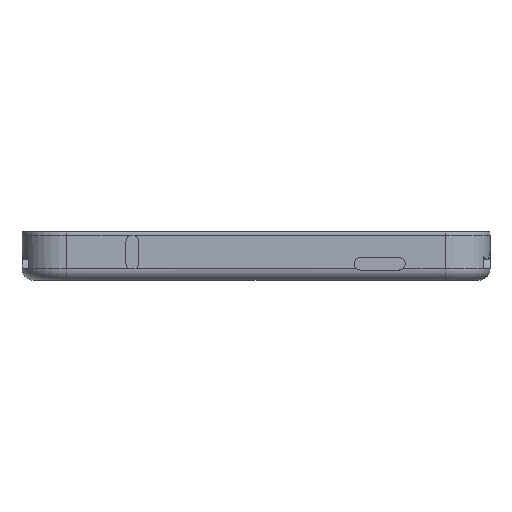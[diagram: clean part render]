
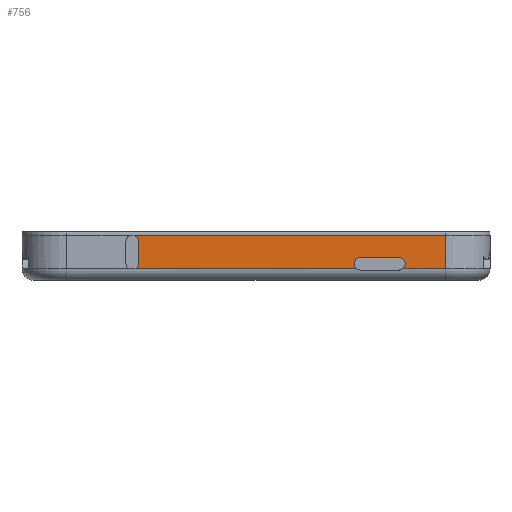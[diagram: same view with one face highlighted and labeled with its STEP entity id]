
A CAD part, left-side view. The second image highlights one B-rep face of the part: STEP entity #756.
In plain terms, the highlighted planar face has unit normal (-1, 0, 0).
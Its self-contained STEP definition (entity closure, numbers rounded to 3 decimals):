
#656=CARTESIAN_POINT('',(56.519,-0.,2.002));
#657=DIRECTION('',(-1.,-0.,0.));
#658=DIRECTION('',(0.,-1.,0.));
#659=AXIS2_PLACEMENT_3D('',#656,#657,#658);
#660=PLANE('',#659);
#661=CARTESIAN_POINT('',(56.519,9.228,0.555));
#662=VERTEX_POINT('',#661);
#663=CARTESIAN_POINT('',(56.519,9.499,1.));
#664=VERTEX_POINT('',#663);
#665=CARTESIAN_POINT('',(56.519,9.728,0.555));
#666=DIRECTION('',(-1.,-0.,0.));
#667=DIRECTION('',(0.,-1.,0.));
#668=AXIS2_PLACEMENT_3D('',#665,#666,#667);
#669=CIRCLE('',#668,0.5);
#670=EDGE_CURVE('',#662,#664,#669,.T.);
#671=ORIENTED_EDGE('',*,*,#670,.F.);
#672=CARTESIAN_POINT('',(56.519,9.228,-1.197));
#673=VERTEX_POINT('',#672);
#674=CARTESIAN_POINT('',(56.519,9.228,-1.197));
#675=DIRECTION('',(0.,-0.,1.));
#676=VECTOR('',#675,1.752);
#677=LINE('',#674,#676);
#678=EDGE_CURVE('',#673,#662,#677,.T.);
#679=ORIENTED_EDGE('',*,*,#678,.F.);
#680=CARTESIAN_POINT('',(56.519,9.433,-1.6));
#681=VERTEX_POINT('',#680);
#682=CARTESIAN_POINT('',(56.519,9.728,-1.197));
#683=DIRECTION('',(-1.,-0.,0.));
#684=DIRECTION('',(0.,-1.,0.));
#685=AXIS2_PLACEMENT_3D('',#682,#683,#684);
#686=CIRCLE('',#685,0.5);
#687=EDGE_CURVE('',#681,#673,#686,.T.);
#688=ORIENTED_EDGE('',*,*,#687,.F.);
#689=CARTESIAN_POINT('',(56.519,-7.928,-1.6));
#690=VERTEX_POINT('',#689);
#691=CARTESIAN_POINT('',(56.519,9.433,-1.6));
#692=DIRECTION('',(0.,-1.,-0.));
#693=VECTOR('',#692,17.361);
#694=LINE('',#691,#693);
#695=EDGE_CURVE('',#681,#690,#694,.T.);
#696=ORIENTED_EDGE('',*,*,#695,.T.);
#697=CARTESIAN_POINT('',(56.519,-8.228,-0.7));
#698=VERTEX_POINT('',#697);
#699=CARTESIAN_POINT('',(56.519,-8.228,-1.2));
#700=DIRECTION('',(-1.,-0.,0.));
#701=DIRECTION('',(0.,-1.,0.));
#702=AXIS2_PLACEMENT_3D('',#699,#700,#701);
#703=CIRCLE('',#702,0.5);
#704=EDGE_CURVE('',#698,#690,#703,.T.);
#705=ORIENTED_EDGE('',*,*,#704,.F.);
#706=CARTESIAN_POINT('',(56.519,-11.228,-0.7));
#707=VERTEX_POINT('',#706);
#708=CARTESIAN_POINT('',(56.519,-8.228,-0.7));
#709=DIRECTION('',(0.,-1.,0.));
#710=VECTOR('',#709,3.);
#711=LINE('',#708,#710);
#712=EDGE_CURVE('',#698,#707,#711,.T.);
#713=ORIENTED_EDGE('',*,*,#712,.T.);
#714=CARTESIAN_POINT('',(56.519,-11.728,-1.2));
#715=VERTEX_POINT('',#714);
#716=CARTESIAN_POINT('',(56.519,-11.228,-1.2));
#717=DIRECTION('',(-1.,-0.,0.));
#718=DIRECTION('',(0.,-1.,0.));
#719=AXIS2_PLACEMENT_3D('',#716,#717,#718);
#720=CIRCLE('',#719,0.5);
#721=EDGE_CURVE('',#715,#707,#720,.T.);
#722=ORIENTED_EDGE('',*,*,#721,.F.);
#723=CARTESIAN_POINT('',(56.519,-11.528,-1.6));
#724=VERTEX_POINT('',#723);
#725=CARTESIAN_POINT('',(56.519,-11.228,-1.2));
#726=DIRECTION('',(-1.,-0.,0.));
#727=DIRECTION('',(0.,-1.,0.));
#728=AXIS2_PLACEMENT_3D('',#725,#726,#727);
#729=CIRCLE('',#728,0.5);
#730=EDGE_CURVE('',#724,#715,#729,.T.);
#731=ORIENTED_EDGE('',*,*,#730,.F.);
#732=CARTESIAN_POINT('',(56.519,-14.9,-1.6));
#733=VERTEX_POINT('',#732);
#734=CARTESIAN_POINT('',(56.519,-11.528,-1.6));
#735=DIRECTION('',(0.,-1.,-0.));
#736=VECTOR('',#735,3.372);
#737=LINE('',#734,#736);
#738=EDGE_CURVE('',#724,#733,#737,.T.);
#739=ORIENTED_EDGE('',*,*,#738,.T.);
#740=CARTESIAN_POINT('',(56.519,-14.9,1.));
#741=VERTEX_POINT('',#740);
#742=CARTESIAN_POINT('',(56.519,-14.9,1.));
#743=DIRECTION('',(0.,0.,-1.));
#744=VECTOR('',#743,2.6);
#745=LINE('',#742,#744);
#746=EDGE_CURVE('',#741,#733,#745,.T.);
#747=ORIENTED_EDGE('',*,*,#746,.F.);
#748=CARTESIAN_POINT('',(56.519,-14.9,1.));
#749=DIRECTION('',(-0.,1.,0.));
#750=VECTOR('',#749,24.399);
#751=LINE('',#748,#750);
#752=EDGE_CURVE('',#741,#664,#751,.T.);
#753=ORIENTED_EDGE('',*,*,#752,.T.);
#754=EDGE_LOOP('',(#671,#679,#688,#696,#705,#713,#722,#731,#739,#747,#753));
#755=FACE_BOUND('',#754,.T.);
#756=ADVANCED_FACE('',(#755),#660,.T.);
